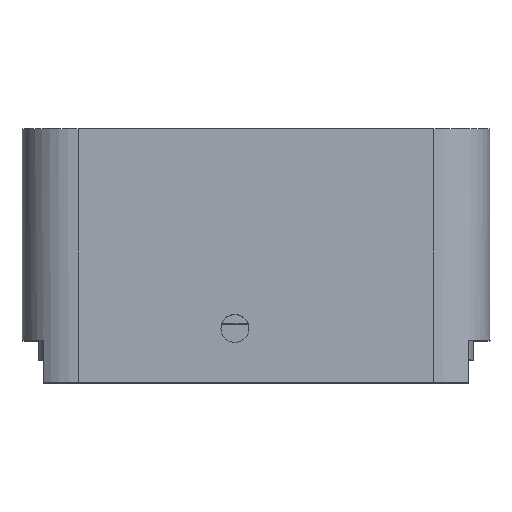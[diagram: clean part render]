
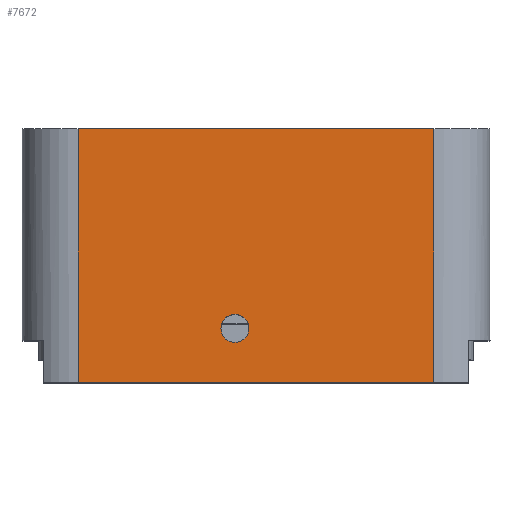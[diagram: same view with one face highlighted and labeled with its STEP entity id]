
A CAD part, top view. The second image highlights one B-rep face of the part: STEP entity #7672.
In plain terms, the highlighted face is planar.
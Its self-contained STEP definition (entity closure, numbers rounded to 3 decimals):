
#35 = DIRECTION ( 'NONE',  ( 0., 1., 0. ) ) ;
#133 = DIRECTION ( 'NONE',  ( -1., 0., 0. ) ) ;
#179 = AXIS2_PLACEMENT_3D ( 'NONE', #7363, #3952, #1806 ) ;
#420 = VECTOR ( 'NONE', #2853, 1000. ) ;
#476 = CARTESIAN_POINT ( 'NONE',  ( 281.852, -46.153, -55.116 ) ) ;
#487 = DIRECTION ( 'NONE',  ( -1., 0., 0. ) ) ;
#727 = LINE ( 'NONE', #1290, #5134 ) ;
#826 = CARTESIAN_POINT ( 'NONE',  ( 256.452, -46.159, -73.216 ) ) ;
#1072 = FACE_BOUND ( 'NONE', #3277, .T. ) ;
#1290 = CARTESIAN_POINT ( 'NONE',  ( 281.852, -46.159, -73.216 ) ) ;
#1316 = CARTESIAN_POINT ( 'NONE',  ( 281.852, -46.153, -55.116 ) ) ;
#1362 = CARTESIAN_POINT ( 'NONE',  ( 281.852, -46.159, -73.216 ) ) ;
#1429 = LINE ( 'NONE', #1453, #420 ) ;
#1451 = EDGE_CURVE ( 'NONE', #5098, #3366, #1732, .T. ) ;
#1453 = CARTESIAN_POINT ( 'NONE',  ( 281.852, -46.153, -56.116 ) ) ;
#1732 = LINE ( 'NONE', #8923, #4690 ) ;
#1806 = DIRECTION ( 'NONE',  ( -1., 0., 0. ) ) ;
#1873 = CARTESIAN_POINT ( 'NONE',  ( 268.652, -46.158, -69.366 ) ) ;
#1886 = CARTESIAN_POINT ( 'NONE',  ( 267.652, -46.158, -69.366 ) ) ;
#1910 = DIRECTION ( 'NONE',  ( -1., 0., 0. ) ) ;
#1920 = LINE ( 'NONE', #476, #7888 ) ;
#2454 = EDGE_CURVE ( 'NONE', #2632, #3366, #1920, .T. ) ;
#2632 = VERTEX_POINT ( 'NONE', #1316 ) ;
#2853 = DIRECTION ( 'NONE',  ( 0., 0., -1. ) ) ;
#2891 = ORIENTED_EDGE ( 'NONE', *, *, #3270, .F. ) ;
#2916 = ORIENTED_EDGE ( 'NONE', *, *, #4847, .F. ) ;
#2919 = CIRCLE ( 'NONE', #179, 1. ) ;
#3010 = EDGE_CURVE ( 'NONE', #4775, #3248, #2919, .T. ) ;
#3219 = VERTEX_POINT ( 'NONE', #1362 ) ;
#3248 = VERTEX_POINT ( 'NONE', #5710 ) ;
#3270 = EDGE_CURVE ( 'NONE', #2632, #3219, #1429, .T. ) ;
#3277 = EDGE_LOOP ( 'NONE', ( #5792, #5698 ) ) ;
#3366 = VERTEX_POINT ( 'NONE', #4431 ) ;
#3637 = CIRCLE ( 'NONE', #9298, 1. ) ;
#3952 = DIRECTION ( 'NONE',  ( 0., -1., 0. ) ) ;
#4431 = CARTESIAN_POINT ( 'NONE',  ( 256.452, -46.153, -55.116 ) ) ;
#4690 = VECTOR ( 'NONE', #6822, 1000. ) ;
#4775 = VERTEX_POINT ( 'NONE', #1873 ) ;
#4847 = EDGE_CURVE ( 'NONE', #3219, #5098, #727, .T. ) ;
#5098 = VERTEX_POINT ( 'NONE', #826 ) ;
#5113 = CARTESIAN_POINT ( 'NONE',  ( 281.852, -46.153, -56.116 ) ) ;
#5134 = VECTOR ( 'NONE', #1910, 1000. ) ;
#5491 = EDGE_LOOP ( 'NONE', ( #6658, #2916, #2891, #8435 ) ) ;
#5698 = ORIENTED_EDGE ( 'NONE', *, *, #3010, .F. ) ;
#5710 = CARTESIAN_POINT ( 'NONE',  ( 266.652, -46.158, -69.366 ) ) ;
#5792 = ORIENTED_EDGE ( 'NONE', *, *, #8291, .F. ) ;
#6153 = FACE_OUTER_BOUND ( 'NONE', #5491, .T. ) ;
#6658 = ORIENTED_EDGE ( 'NONE', *, *, #1451, .F. ) ;
#6822 = DIRECTION ( 'NONE',  ( 0., 0., 1. ) ) ;
#7072 = DIRECTION ( 'NONE',  ( 0., -1., 0. ) ) ;
#7161 = AXIS2_PLACEMENT_3D ( 'NONE', #5113, #35, #133 ) ;
#7363 = CARTESIAN_POINT ( 'NONE',  ( 267.652, -46.158, -69.366 ) ) ;
#7672 = ADVANCED_FACE ( 'NONE', ( #1072, #6153 ), #9343, .F. ) ;
#7888 = VECTOR ( 'NONE', #9106, 1000. ) ;
#8291 = EDGE_CURVE ( 'NONE', #3248, #4775, #3637, .T. ) ;
#8435 = ORIENTED_EDGE ( 'NONE', *, *, #2454, .T. ) ;
#8923 = CARTESIAN_POINT ( 'NONE',  ( 256.452, -46.153, -56.116 ) ) ;
#9106 = DIRECTION ( 'NONE',  ( -1., 0., 0. ) ) ;
#9298 = AXIS2_PLACEMENT_3D ( 'NONE', #1886, #7072, #487 ) ;
#9343 = PLANE ( 'NONE',  #7161 ) ;
